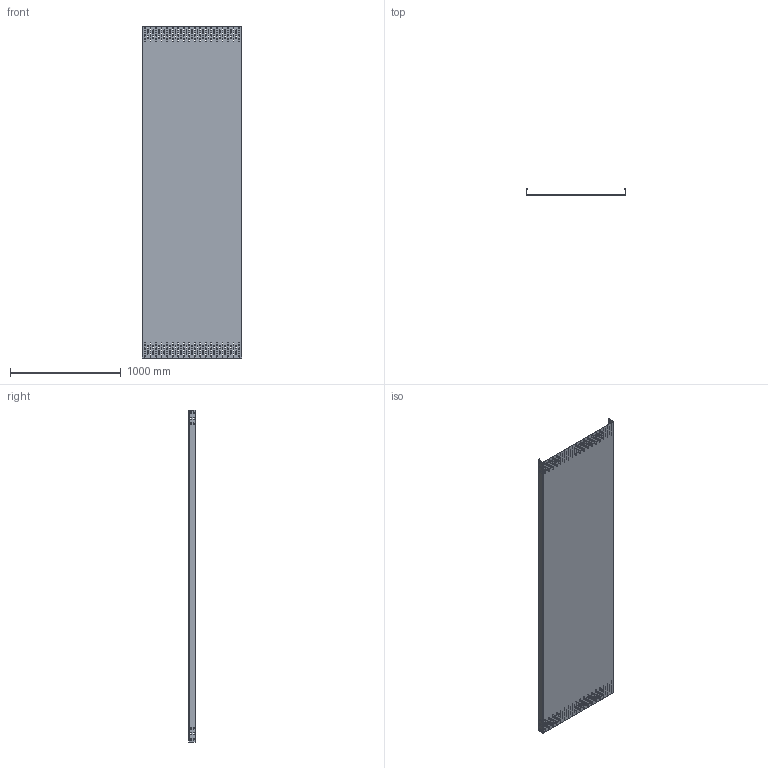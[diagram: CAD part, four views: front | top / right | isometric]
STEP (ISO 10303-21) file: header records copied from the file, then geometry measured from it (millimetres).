
FILE_DESCRIPTION(/* description */ (''),/* implementation_level */ '2;1');
FILE_NAME(/* name */ '6056998',/* time_stamp */ '2014-08-29T09:34:14+02:00',/* author */ (''),/* organization */ (''),/* preprocessor_version */ 'ST-DEVELOPER v15',/* originating_system */ '',/* authorisation */ '');
FILE_SCHEMA (('AUTOMOTIVE_DESIGN'));
Length unit declared in the file: millimetre
Products named in the file (1): Document
Bounding box: 900 x 61 x 3000 mm (x, y, z)
Volume: 3024474.5 mm3; surface area: 6223681.2 mm2
Topology: 1 solids, 1 shells, 842 faces, 2520 edges, 1680 vertices
Faces by surface type: bspline 552, plane 290
Entity records: 31398 total; most frequent: CARTESIAN_POINT 16670, ORIENTED_EDGE 5040, EDGE_CURVE 2520, VERTEX_POINT 1680, B_SPLINE_CURVE_WITH_KNOTS 1267, EDGE_LOOP 1242, ADVANCED_FACE 842, FACE_OUTER_BOUND 842
